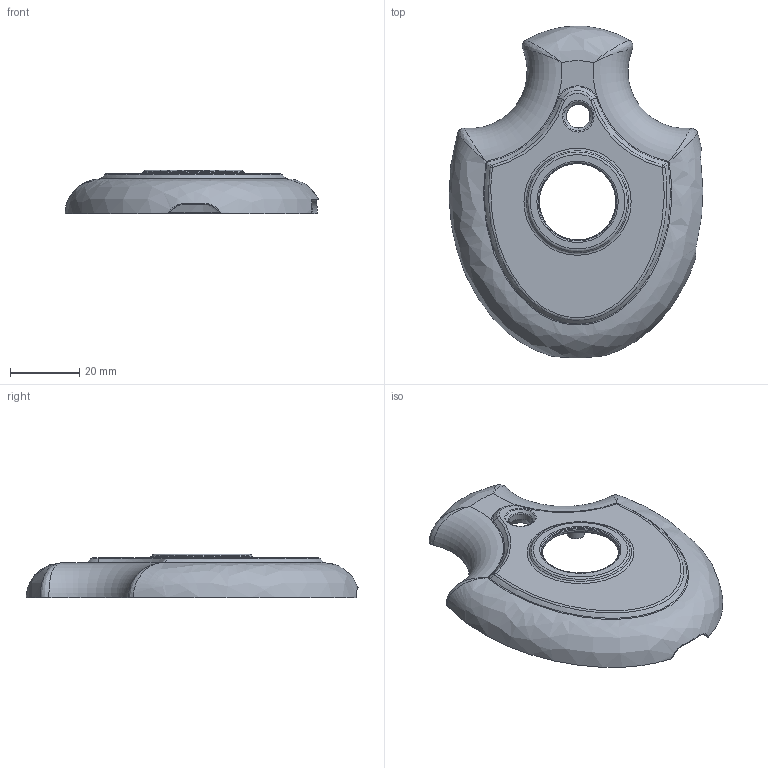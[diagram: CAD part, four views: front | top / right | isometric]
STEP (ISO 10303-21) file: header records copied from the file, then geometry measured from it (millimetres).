
FILE_DESCRIPTION(/* description */ (''),/* implementation_level */ '2;1');
FILE_NAME(/* name */ 'FreeSK8-Bruce-Shell-Top-v1.3.stp',/* time_stamp */ '2021-08-15T18:08:41-07:00',/* author */ ('andre'),/* organization */ (''),/* preprocessor_version */ 'ST-DEVELOPER v17',/* originating_system */ 'Autodesk Inventor 2019',/* authorisation */ '');
FILE_SCHEMA (('AUTOMOTIVE_DESIGN { 1 0 10303 214 3 1 1 }'));
Length unit declared in the file: millimetre
Products named in the file (1): RoboPuck-Shell-Top-v1.1-ROUND-A
Bounding box: 73.04 x 95.56 x 12.5 mm (x, y, z)
Volume: 13285.3 mm3; surface area: 12889.6 mm2
Topology: 1 solids, 1 shells, 218 faces, 576 edges, 363 vertices
Faces by surface type: bspline 72, plane 50, cylinder 39, torus 35, cone 20, sphere 2
Full cylindrical faces by diameter (mm): 2.25 x4, 6.7 x1, 22 x1, 25.25 x1
Entity records: 14205 total; most frequent: CARTESIAN_POINT 9261, ORIENTED_EDGE 1144, DIRECTION 865, EDGE_CURVE 572, AXIS2_PLACEMENT_3D 373, VERTEX_POINT 363, EDGE_LOOP 229, B_SPLINE_CURVE_WITH_KNOTS 219
